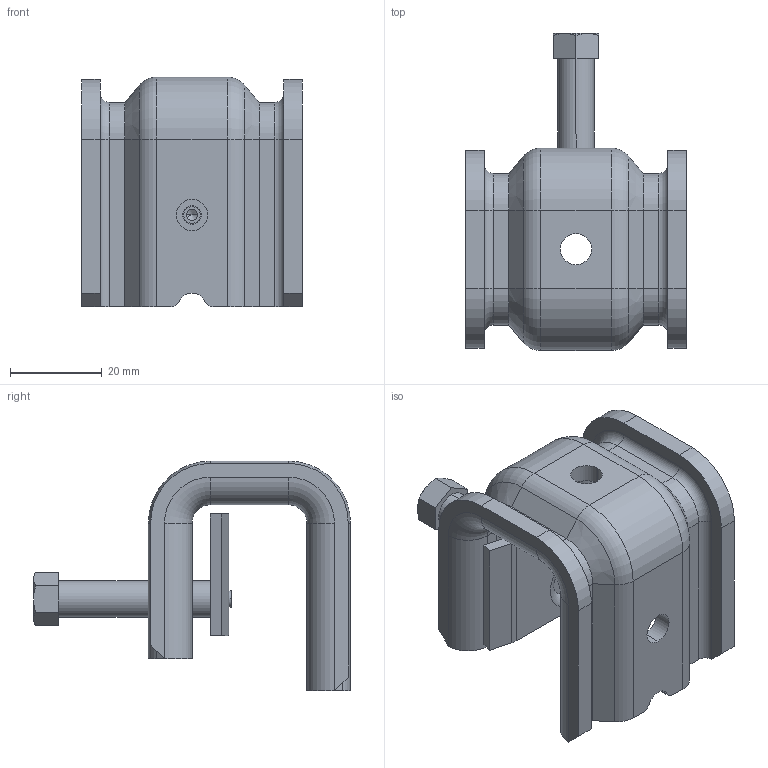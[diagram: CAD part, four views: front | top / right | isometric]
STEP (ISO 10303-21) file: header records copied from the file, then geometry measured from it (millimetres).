
FILE_DESCRIPTION (( 'STEP AP214' ), '1' );
FILE_NAME ('1486232.STEP', '2025-11-18T09:08:16', ( '' ), ( '' ), 'SwSTEP 2.0', 'SolidWorks 2024', '' );
FILE_SCHEMA (( 'AUTOMOTIVE_DESIGN' ));
Length unit declared in the file: millimetre
Products named in the file (4): 033479_Standard; 074240_SPP 6-21 M8; 033519_als Hohlniet nach dem Gewindewalzen; 1486232
Assembly tree (3 placements, depth 2):
  1486232
    074240_SPP 6-21 M8
    033519_als Hohlniet nach dem Gewindewalzen
    033479_Standard
Bounding box: 48 x 69 x 50 mm (x, y, z)
Volume: 30962.4 mm3; surface area: 18771.3 mm2
Topology: 3 solids, 3 shells, 210 faces, 498 edges, 296 vertices
Faces by surface type: plane 103, cylinder 63, cone 24, torus 20
Entity records: 6127 total; most frequent: CARTESIAN_POINT 1138, DIRECTION 1062, ORIENTED_EDGE 988, EDGE_CURVE 494, AXIS2_PLACEMENT_3D 388, VERTEX_POINT 296, LINE 286, VECTOR 286
